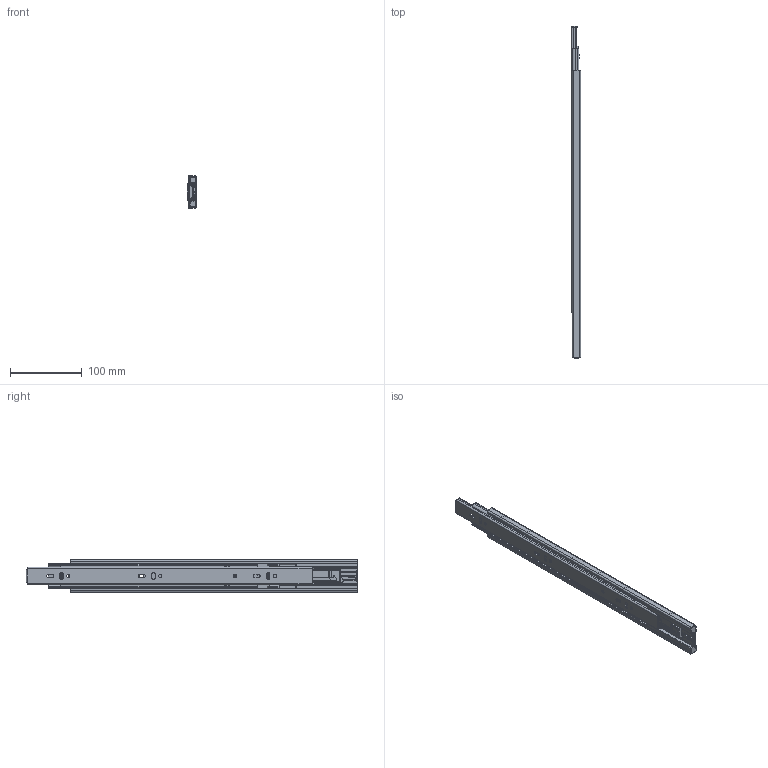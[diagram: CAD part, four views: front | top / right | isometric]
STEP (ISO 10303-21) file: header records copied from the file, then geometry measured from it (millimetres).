
FILE_DESCRIPTION((''),'2;1');
FILE_NAME('ASM0007_ASM','2016-11-01T',('genhom'),(''),'CREO PARAMETRIC BY PTC INC, 2014350','CREO PARAMETRIC BY PTC INC, 2014350','');
FILE_SCHEMA(('CONFIG_CONTROL_DESIGN'));
Length unit declared in the file: millimetre
Products named in the file (10): PRT0019; PRT0020; PRT0021; 45_STOPER; PRT0001; PRT0002; PRT0003; PRT0022; ASM0001_ASM; ASM0007_ASM
Assembly tree (9 placements, depth 3):
  ASM0007_ASM
    PRT0019
    PRT0020
    PRT0021
    45_STOPER
    ASM0001_ASM
      PRT0001
      PRT0002
      PRT0003
      PRT0022
Bounding box: 12.8 x 462.5 x 45.4 mm (x, y, z)
Volume: 89010.8 mm3; surface area: 139076.6 mm2
Topology: 8 solids, 8 shells, 656 faces, 1850 edges, 1209 vertices
Faces by surface type: plane 392, cylinder 248, torus 8, sphere 8
Entity records: 21703 total; most frequent: CARTESIAN_POINT 3973, ORIENTED_EDGE 3700, DIRECTION 3659, EDGE_CURVE 1850, VECTOR 1323, LINE 1323, VERTEX_POINT 1209, AXIS2_PLACEMENT_3D 1168
